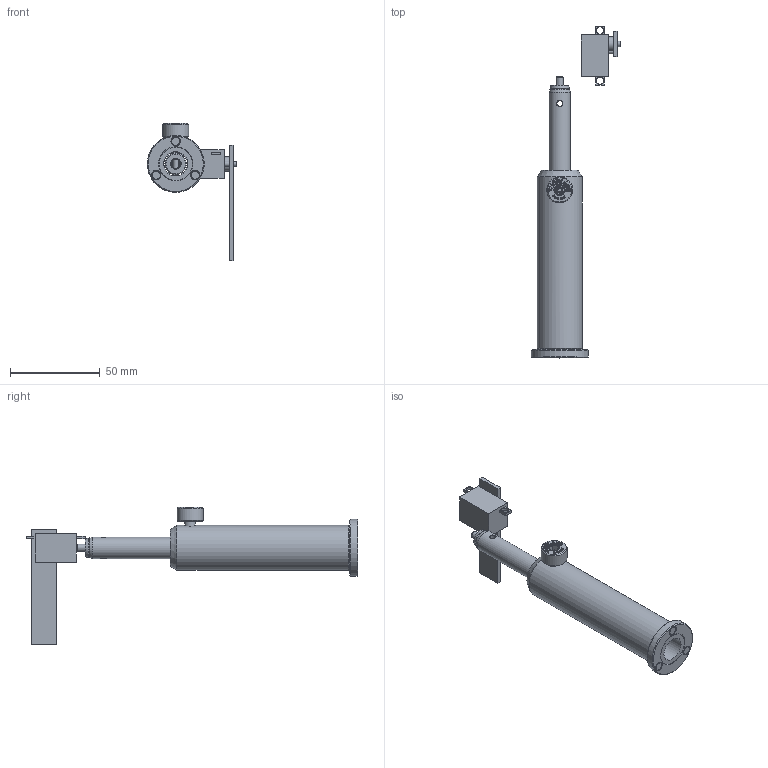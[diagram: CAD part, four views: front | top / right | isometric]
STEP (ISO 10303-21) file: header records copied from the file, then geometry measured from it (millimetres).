
FILE_DESCRIPTION(/* description */ (''),/* implementation_level */ '2;1');
FILE_NAME(/* name */ 'simple-flipper.step',/* time_stamp */ '2025-04-07T18:19:39+02:00',/* author */ (''),/* organization */ (''),/* preprocessor_version */ 'ST-DEVELOPER v20.1',/* originating_system */ 'Autodesk Translation Framework v14.4.0.0',/* authorisation */ '');
FILE_SCHEMA (('AUTOMOTIVE_DESIGN { 1 0 10303 214 3 1 1 }'));
Length unit declared in the file: millimetre
Products named in the file (4): simple-flipper; 23145-E0W; 3068-E0W; Servo Motor mounting v1
Assembly tree (3 placements, depth 2):
  simple-flipper
    23145-E0W
    3068-E0W
    Servo Motor mounting v1
Bounding box: 49.88 x 185 x 76.64 mm (x, y, z)
Volume: 57978.2 mm3; surface area: 25480 mm2
Topology: 13 solids, 13 shells, 470 faces, 1169 edges, 764 vertices
Faces by surface type: plane 279, bspline 100, cylinder 48, cone 35, torus 7, sphere 1
Full cylindrical faces by diameter (mm): 2.146 x10, 2.286 x1, 2.54 x1, 2.997 x1, 3 x2, 3.175 x2, 3.3 x1, 3.482 x1, 3.505 x1, 4 x3, 4.763 x3, 4.826 x3, 4.851 x1, 5 x1, 6 x2, 10.033 x1, 10.287 x1, 11.938 x1, 13.462 x1, 14.478 x1, 14.859 x1, 15.875 x2, 25 x1, 31.75 x1
Entity records: 18147 total; most frequent: CARTESIAN_POINT 7030, ORIENTED_EDGE 2328, DIRECTION 1814, EDGE_CURVE 1164, LINE 768, VECTOR 768, VERTEX_POINT 764, EDGE_LOOP 530
